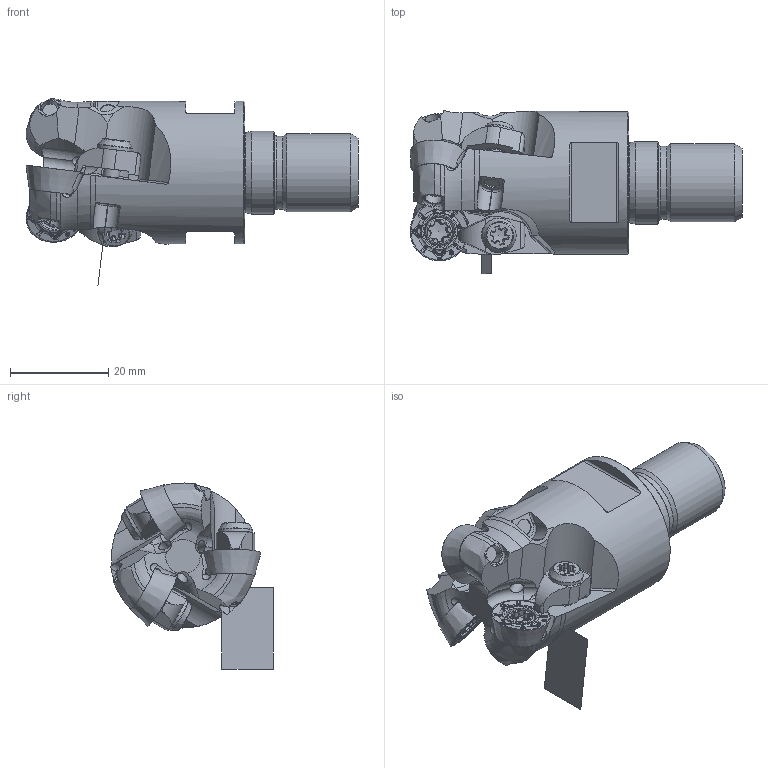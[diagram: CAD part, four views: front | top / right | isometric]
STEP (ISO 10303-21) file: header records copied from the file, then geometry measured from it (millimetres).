
FILE_DESCRIPTION(/* description */ (''),/* implementation_level */ '2;1');
FILE_NAME(/* name */ 'CUTTER_M-RDKT12-D125Z3M16I.stp',/* time_stamp */ '2018-10-22T08:10:19+09:00',/* author */ (''),/* organization */ (''),/* preprocessor_version */ 'ST-DEVELOPER v16',/* originating_system */ 'SIEMENS PLM Software NX 10.0',/* authorisation */ '');
FILE_SCHEMA (('CONFIG_CONTROL_DESIGN'));
Products named in the file (1): CUTTER_M-RDKT12-D125Z3M16I
Bounding box: 67.45 x 33.11 x 37.8 mm (x, y, z)
Volume: 24677.3 mm3; surface area: 11727.9 mm2
Topology: 13 solids, 15 shells, 1996 faces, 4872 edges, 2799 vertices
Faces by surface type: bspline 1119, cylinder 261, plane 255, torus 140, sphere 126, cone 95
Full cylindrical faces by diameter (mm): 2.5 x3, 3 x3, 3.3 x6, 3.5 x3, 4 x6, 4.3 x3, 4.4 x3, 4.5 x3, 5.5 x3, 6 x1, 7 x3, 14.9 x1, 15.82 x1, 16.8 x1, 29 x1
Entity records: 78711 total; most frequent: CARTESIAN_POINT 41282, ORIENTED_EDGE 9092, DIRECTION 5849, EDGE_CURVE 4555, VERTEX_POINT 2742, AXIS2_PLACEMENT_3D 2599, B_SPLINE_CURVE_WITH_KNOTS 2183, EDGE_LOOP 2171
